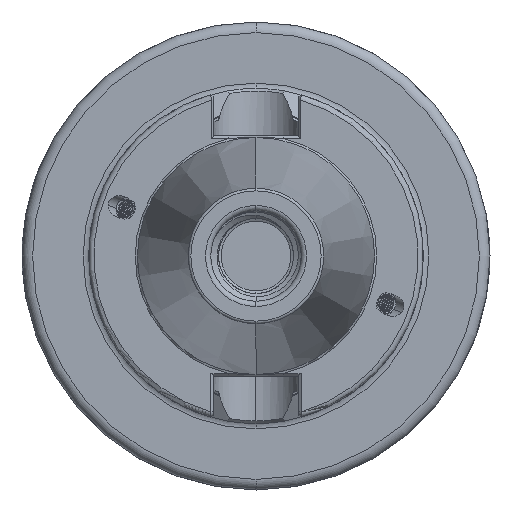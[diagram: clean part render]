
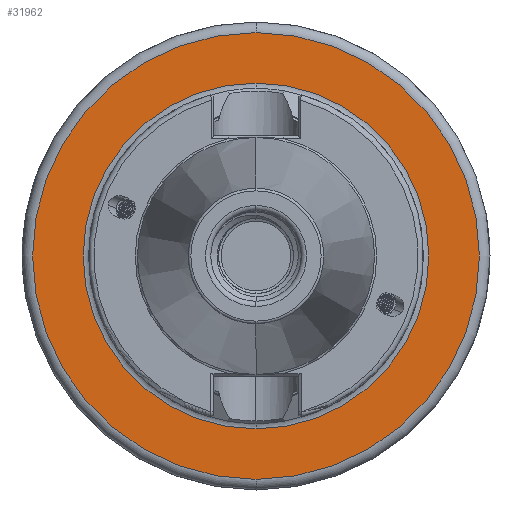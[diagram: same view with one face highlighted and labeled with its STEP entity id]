
A CAD part, left-side view. The second image highlights one B-rep face of the part: STEP entity #31962.
In plain terms, the highlighted planar face has unit normal (-1, 0, 0).
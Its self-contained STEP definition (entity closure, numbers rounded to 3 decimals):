
#2251 = AXIS2_PLACEMENT_3D ( 'NONE', #14134, #14122, #14128 ) ;
#2305 = AXIS2_PLACEMENT_3D ( 'NONE', #8333, #8320, #8361 ) ;
#3206 = FACE_BOUND ( 'NONE', #6558, .T. ) ;
#3215 = FACE_OUTER_BOUND ( 'NONE', #6706, .T. ) ;
#3929 = AXIS2_PLACEMENT_3D ( 'NONE', #11792, #11795, #11794 ) ;
#4815 = CIRCLE ( 'NONE', #2251, 32.5 ) ;
#4831 = CIRCLE ( 'NONE', #2305, 42. ) ;
#6558 = EDGE_LOOP ( 'NONE', ( #40448, #40358 ) ) ;
#6706 = EDGE_LOOP ( 'NONE', ( #40258, #40401 ) ) ;
#8320 = DIRECTION ( 'NONE',  ( -1., 0., 0. ) ) ;
#8333 = CARTESIAN_POINT ( 'NONE',  ( 63., 0., 0. ) ) ;
#8361 = DIRECTION ( 'NONE',  ( 0., 0., 1. ) ) ;
#11790 = PLANE ( 'NONE',  #3929 ) ;
#11792 = CARTESIAN_POINT ( 'NONE',  ( 63., 30.5, 0. ) ) ;
#11794 = DIRECTION ( 'NONE',  ( 0., 0., 1. ) ) ;
#11795 = DIRECTION ( 'NONE',  ( -1., 0., 0. ) ) ;
#13264 = VERTEX_POINT ( 'NONE', #15469 ) ;
#13287 = VERTEX_POINT ( 'NONE', #15465 ) ;
#13324 = VERTEX_POINT ( 'NONE', #15505 ) ;
#13364 = VERTEX_POINT ( 'NONE', #15593 ) ;
#14122 = DIRECTION ( 'NONE',  ( 1., 0., 0. ) ) ;
#14128 = DIRECTION ( 'NONE',  ( 0., 0., 1. ) ) ;
#14134 = CARTESIAN_POINT ( 'NONE',  ( 63., 0., 0. ) ) ;
#15465 = CARTESIAN_POINT ( 'NONE',  ( 63., 0., -32.5 ) ) ;
#15469 = CARTESIAN_POINT ( 'NONE',  ( 63., 0., -42. ) ) ;
#15505 = CARTESIAN_POINT ( 'NONE',  ( 63., 0., 32.5 ) ) ;
#15593 = CARTESIAN_POINT ( 'NONE',  ( 63., 0., 42. ) ) ;
#28828 = EDGE_CURVE ( 'NONE', #13324, #13287, #4815, .T. ) ;
#28913 = EDGE_CURVE ( 'NONE', #13364, #13264, #4831, .T. ) ;
#29593 = CIRCLE ( 'NONE', #32723, 32.5 ) ;
#29617 = CIRCLE ( 'NONE', #32721, 42. ) ;
#31962 = ADVANCED_FACE ( 'NONE', ( #3206, #3215 ), #11790, .T. ) ;
#32721 = AXIS2_PLACEMENT_3D ( 'NONE', #37799, #37833, #37835 ) ;
#32723 = AXIS2_PLACEMENT_3D ( 'NONE', #36556, #36572, #36557 ) ;
#34736 = EDGE_CURVE ( 'NONE', #13287, #13324, #29593, .T. ) ;
#34769 = EDGE_CURVE ( 'NONE', #13264, #13364, #29617, .T. ) ;
#36556 = CARTESIAN_POINT ( 'NONE',  ( 63., 0., 0. ) ) ;
#36557 = DIRECTION ( 'NONE',  ( 0., 0., 1. ) ) ;
#36572 = DIRECTION ( 'NONE',  ( 1., 0., 0. ) ) ;
#37799 = CARTESIAN_POINT ( 'NONE',  ( 63., 0., 0. ) ) ;
#37833 = DIRECTION ( 'NONE',  ( -1., 0., 0. ) ) ;
#37835 = DIRECTION ( 'NONE',  ( 0., 0., 1. ) ) ;
#40258 = ORIENTED_EDGE ( 'NONE', *, *, #28913, .T. ) ;
#40358 = ORIENTED_EDGE ( 'NONE', *, *, #34736, .T. ) ;
#40401 = ORIENTED_EDGE ( 'NONE', *, *, #34769, .T. ) ;
#40448 = ORIENTED_EDGE ( 'NONE', *, *, #28828, .T. ) ;
